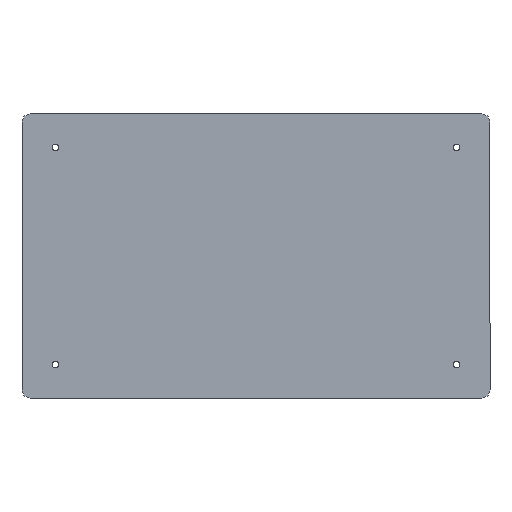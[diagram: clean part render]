
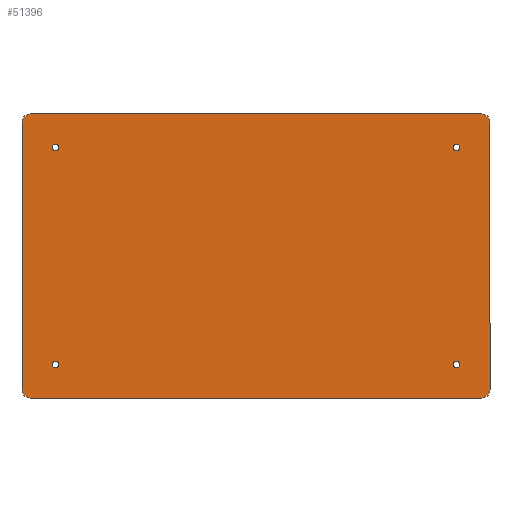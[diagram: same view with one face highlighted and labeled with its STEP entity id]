
A CAD part, front view. The second image highlights one B-rep face of the part: STEP entity #51396.
In plain terms, the highlighted planar face has unit normal (0, -1, 0).
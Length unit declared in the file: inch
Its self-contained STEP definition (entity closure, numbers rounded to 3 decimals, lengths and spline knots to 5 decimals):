
#165 = CARTESIAN_POINT ( 'NONE',  ( 6.5, 0., -12.1985 ) ) ;
#651 = VERTEX_POINT ( 'NONE', #30140 ) ;
#1375 = CARTESIAN_POINT ( 'NONE',  ( -8.5, 0., 14. ) ) ;
#1740 = FACE_BOUND ( 'NONE', #20730, .T. ) ;
#1900 = ORIENTED_EDGE ( 'NONE', *, *, #12447, .T. ) ;
#1970 = VERTEX_POINT ( 'NONE', #30406 ) ;
#2490 = EDGE_LOOP ( 'NONE', ( #20294, #19911 ) ) ;
#2530 = CARTESIAN_POINT ( 'NONE',  ( -8.5, 0., -14. ) ) ;
#2640 = DIRECTION ( 'NONE',  ( 0., 0., 1. ) ) ;
#2941 = AXIS2_PLACEMENT_3D ( 'NONE', #8532, #5351, #12196 ) ;
#3069 = AXIS2_PLACEMENT_3D ( 'NONE', #14461, #6611, #10529 ) ;
#3562 = CARTESIAN_POINT ( 'NONE',  ( -6.5, 0., 12. ) ) ;
#3868 = EDGE_LOOP ( 'NONE', ( #11906, #14662 ) ) ;
#3887 = DIRECTION ( 'NONE',  ( 0., 0., 1. ) ) ;
#4081 = DIRECTION ( 'NONE',  ( 0., -1., 0. ) ) ;
#4770 = EDGE_CURVE ( 'NONE', #47429, #19401, #11661, .T. ) ;
#5351 = DIRECTION ( 'NONE',  ( 0., 1., 0. ) ) ;
#5392 = DIRECTION ( 'NONE',  ( 0., 0., -1. ) ) ;
#5408 = CARTESIAN_POINT ( 'NONE',  ( 0., 0., 0. ) ) ;
#5428 = CIRCLE ( 'NONE', #43899, 0.5 ) ;
#6188 = PLANE ( 'NONE',  #41650 ) ;
#6355 = CIRCLE ( 'NONE', #11361, 0.1985 ) ;
#6594 = DIRECTION ( 'NONE',  ( 0., 1., 0. ) ) ;
#6611 = DIRECTION ( 'NONE',  ( 0., 1., 0. ) ) ;
#6857 = CIRCLE ( 'NONE', #36100, 0.1985 ) ;
#7243 = DIRECTION ( 'NONE',  ( 0., 0., 1. ) ) ;
#7449 = AXIS2_PLACEMENT_3D ( 'NONE', #8347, #36328, #36578 ) ;
#7574 = EDGE_CURVE ( 'NONE', #44767, #23668, #24970, .T. ) ;
#8347 = CARTESIAN_POINT ( 'NONE',  ( -8., 0., 13.5 ) ) ;
#8497 = AXIS2_PLACEMENT_3D ( 'NONE', #29612, #6594, #2640 ) ;
#8532 = CARTESIAN_POINT ( 'NONE',  ( -6.5, 0., 12. ) ) ;
#8657 = EDGE_CURVE ( 'NONE', #34000, #11764, #9892, .T. ) ;
#8743 = ORIENTED_EDGE ( 'NONE', *, *, #24245, .T. ) ;
#8888 = VERTEX_POINT ( 'NONE', #165 ) ;
#9070 = AXIS2_PLACEMENT_3D ( 'NONE', #27063, #42765, #10570 ) ;
#9839 = CARTESIAN_POINT ( 'NONE',  ( -8.5, 0., 14. ) ) ;
#9868 = FACE_BOUND ( 'NONE', #3868, .T. ) ;
#9892 = LINE ( 'NONE', #2530, #22892 ) ;
#10529 = DIRECTION ( 'NONE',  ( 0., 0., 1. ) ) ;
#10570 = DIRECTION ( 'NONE',  ( 0., 0., 1. ) ) ;
#11361 = AXIS2_PLACEMENT_3D ( 'NONE', #3562, #38363, #7243 ) ;
#11661 = CIRCLE ( 'NONE', #34220, 0.1985 ) ;
#11665 = DIRECTION ( 'NONE',  ( 0., 0., -1. ) ) ;
#11764 = VERTEX_POINT ( 'NONE', #19238 ) ;
#11859 = VECTOR ( 'NONE', #36269, 39.37008 ) ;
#11906 = ORIENTED_EDGE ( 'NONE', *, *, #49063, .T. ) ;
#11921 = VECTOR ( 'NONE', #33322, 39.37008 ) ;
#12196 = DIRECTION ( 'NONE',  ( 0., 0., 1. ) ) ;
#12447 = EDGE_CURVE ( 'NONE', #49197, #36600, #25529, .T. ) ;
#14461 = CARTESIAN_POINT ( 'NONE',  ( 6.5, 0., 12. ) ) ;
#14662 = ORIENTED_EDGE ( 'NONE', *, *, #46945, .T. ) ;
#15346 = VERTEX_POINT ( 'NONE', #35656 ) ;
#15746 = DIRECTION ( 'NONE',  ( 0., 0., 1. ) ) ;
#16654 = DIRECTION ( 'NONE',  ( 0., 0., -1. ) ) ;
#16928 = LINE ( 'NONE', #28159, #11859 ) ;
#16997 = ORIENTED_EDGE ( 'NONE', *, *, #21008, .T. ) ;
#17332 = EDGE_CURVE ( 'NONE', #1970, #8888, #21052, .T. ) ;
#17624 = VECTOR ( 'NONE', #37564, 39.37008 ) ;
#18168 = EDGE_LOOP ( 'NONE', ( #38277, #27865, #31411, #36090, #31018, #34242, #28350, #16997 ) ) ;
#19238 = CARTESIAN_POINT ( 'NONE',  ( -8., 0., -14. ) ) ;
#19401 = VERTEX_POINT ( 'NONE', #33412 ) ;
#19629 = CIRCLE ( 'NONE', #48845, 0.5 ) ;
#19911 = ORIENTED_EDGE ( 'NONE', *, *, #37845, .T. ) ;
#20294 = ORIENTED_EDGE ( 'NONE', *, *, #17332, .T. ) ;
#20730 = EDGE_LOOP ( 'NONE', ( #32448, #1900 ) ) ;
#20935 = EDGE_CURVE ( 'NONE', #36600, #49197, #6355, .T. ) ;
#21008 = EDGE_CURVE ( 'NONE', #651, #11764, #45618, .T. ) ;
#21052 = CIRCLE ( 'NONE', #8497, 0.1985 ) ;
#21406 = DIRECTION ( 'NONE',  ( 0., 0., -1. ) ) ;
#21634 = LINE ( 'NONE', #9839, #17624 ) ;
#21666 = FACE_BOUND ( 'NONE', #2490, .T. ) ;
#21919 = DIRECTION ( 'NONE',  ( 0., -1., 0. ) ) ;
#22163 = CARTESIAN_POINT ( 'NONE',  ( 8., 0., -13.5 ) ) ;
#22277 = DIRECTION ( 'NONE',  ( 0., 1., 0. ) ) ;
#22368 = CARTESIAN_POINT ( 'NONE',  ( -6.5, 0., -11.8015 ) ) ;
#22892 = VECTOR ( 'NONE', #30800, 39.37008 ) ;
#23085 = AXIS2_PLACEMENT_3D ( 'NONE', #24758, #4081, #16654 ) ;
#23606 = DIRECTION ( 'NONE',  ( 0., 1., 0. ) ) ;
#23668 = VERTEX_POINT ( 'NONE', #45251 ) ;
#23807 = DIRECTION ( 'NONE',  ( 0., 1., 0. ) ) ;
#24245 = EDGE_CURVE ( 'NONE', #19401, #47429, #39995, .T. ) ;
#24341 = CARTESIAN_POINT ( 'NONE',  ( -8., 0., 14. ) ) ;
#24758 = CARTESIAN_POINT ( 'NONE',  ( -8., 0., -13.5 ) ) ;
#24970 = LINE ( 'NONE', #1375, #11921 ) ;
#25096 = CARTESIAN_POINT ( 'NONE',  ( -6.5, 0., 12.1985 ) ) ;
#25529 = CIRCLE ( 'NONE', #2941, 0.1985 ) ;
#26181 = CARTESIAN_POINT ( 'NONE',  ( 6.5, 0., -12. ) ) ;
#26611 = EDGE_CURVE ( 'NONE', #44767, #45874, #26668, .T. ) ;
#26668 = CIRCLE ( 'NONE', #7449, 0.5 ) ;
#26855 = CARTESIAN_POINT ( 'NONE',  ( 8., 0., 13.5 ) ) ;
#27056 = VERTEX_POINT ( 'NONE', #30935 ) ;
#27063 = CARTESIAN_POINT ( 'NONE',  ( -6.5, 0., -12. ) ) ;
#27335 = CIRCLE ( 'NONE', #3069, 0.1985 ) ;
#27386 = DIRECTION ( 'NONE',  ( 0., -1., 0. ) ) ;
#27865 = ORIENTED_EDGE ( 'NONE', *, *, #40773, .T. ) ;
#28159 = CARTESIAN_POINT ( 'NONE',  ( 8.5, 0., 14. ) ) ;
#28350 = ORIENTED_EDGE ( 'NONE', *, *, #34027, .F. ) ;
#29467 = FACE_OUTER_BOUND ( 'NONE', #18168, .T. ) ;
#29612 = CARTESIAN_POINT ( 'NONE',  ( 6.5, 0., -12. ) ) ;
#30140 = CARTESIAN_POINT ( 'NONE',  ( -8.5, 0., -13.5 ) ) ;
#30406 = CARTESIAN_POINT ( 'NONE',  ( 6.5, 0., -11.8015 ) ) ;
#30800 = DIRECTION ( 'NONE',  ( -1., 0., 0. ) ) ;
#30935 = CARTESIAN_POINT ( 'NONE',  ( 8.5, 0., 13.5 ) ) ;
#31018 = ORIENTED_EDGE ( 'NONE', *, *, #7574, .F. ) ;
#31411 = ORIENTED_EDGE ( 'NONE', *, *, #36661, .F. ) ;
#32448 = ORIENTED_EDGE ( 'NONE', *, *, #20935, .T. ) ;
#33166 = FACE_BOUND ( 'NONE', #42283, .T. ) ;
#33322 = DIRECTION ( 'NONE',  ( 1., 0., 0. ) ) ;
#33412 = CARTESIAN_POINT ( 'NONE',  ( -6.5, 0., -12.1985 ) ) ;
#33792 = VERTEX_POINT ( 'NONE', #34233 ) ;
#34000 = VERTEX_POINT ( 'NONE', #45158 ) ;
#34027 = EDGE_CURVE ( 'NONE', #651, #45874, #21634, .T. ) ;
#34220 = AXIS2_PLACEMENT_3D ( 'NONE', #43670, #23807, #3887 ) ;
#34233 = CARTESIAN_POINT ( 'NONE',  ( 8.5, 0., -13.5 ) ) ;
#34242 = ORIENTED_EDGE ( 'NONE', *, *, #26611, .T. ) ;
#34296 = DIRECTION ( 'NONE',  ( 0., 0., 1. ) ) ;
#34836 = CARTESIAN_POINT ( 'NONE',  ( 6.5, 0., 12. ) ) ;
#35656 = CARTESIAN_POINT ( 'NONE',  ( 6.5, 0., 11.8015 ) ) ;
#36090 = ORIENTED_EDGE ( 'NONE', *, *, #40846, .T. ) ;
#36100 = AXIS2_PLACEMENT_3D ( 'NONE', #26181, #22277, #34296 ) ;
#36269 = DIRECTION ( 'NONE',  ( 0., 0., -1. ) ) ;
#36285 = CIRCLE ( 'NONE', #37964, 0.1985 ) ;
#36328 = DIRECTION ( 'NONE',  ( 0., -1., 0. ) ) ;
#36578 = DIRECTION ( 'NONE',  ( 0., 0., -1. ) ) ;
#36600 = VERTEX_POINT ( 'NONE', #25096 ) ;
#36661 = EDGE_CURVE ( 'NONE', #27056, #33792, #16928, .T. ) ;
#37564 = DIRECTION ( 'NONE',  ( 0., 0., 1. ) ) ;
#37845 = EDGE_CURVE ( 'NONE', #8888, #1970, #6857, .T. ) ;
#37964 = AXIS2_PLACEMENT_3D ( 'NONE', #34836, #23606, #15746 ) ;
#38096 = DIRECTION ( 'NONE',  ( 0., -1., 0. ) ) ;
#38277 = ORIENTED_EDGE ( 'NONE', *, *, #8657, .F. ) ;
#38363 = DIRECTION ( 'NONE',  ( 0., 1., 0. ) ) ;
#39818 = CARTESIAN_POINT ( 'NONE',  ( -6.5, 0., 11.8015 ) ) ;
#39995 = CIRCLE ( 'NONE', #9070, 0.1985 ) ;
#40773 = EDGE_CURVE ( 'NONE', #34000, #33792, #19629, .T. ) ;
#40846 = EDGE_CURVE ( 'NONE', #27056, #23668, #5428, .T. ) ;
#41487 = ORIENTED_EDGE ( 'NONE', *, *, #4770, .T. ) ;
#41650 = AXIS2_PLACEMENT_3D ( 'NONE', #5408, #21919, #21406 ) ;
#42283 = EDGE_LOOP ( 'NONE', ( #41487, #8743 ) ) ;
#42765 = DIRECTION ( 'NONE',  ( 0., 1., 0. ) ) ;
#43670 = CARTESIAN_POINT ( 'NONE',  ( -6.5, 0., -12. ) ) ;
#43899 = AXIS2_PLACEMENT_3D ( 'NONE', #26855, #27386, #11665 ) ;
#44767 = VERTEX_POINT ( 'NONE', #24341 ) ;
#45158 = CARTESIAN_POINT ( 'NONE',  ( 8., 0., -14. ) ) ;
#45171 = CARTESIAN_POINT ( 'NONE',  ( -8.5, 0., 13.5 ) ) ;
#45251 = CARTESIAN_POINT ( 'NONE',  ( 8., 0., 14. ) ) ;
#45618 = CIRCLE ( 'NONE', #23085, 0.5 ) ;
#45874 = VERTEX_POINT ( 'NONE', #45171 ) ;
#46945 = EDGE_CURVE ( 'NONE', #15346, #48711, #36285, .T. ) ;
#47429 = VERTEX_POINT ( 'NONE', #22368 ) ;
#48104 = CARTESIAN_POINT ( 'NONE',  ( 6.5, 0., 12.1985 ) ) ;
#48711 = VERTEX_POINT ( 'NONE', #48104 ) ;
#48845 = AXIS2_PLACEMENT_3D ( 'NONE', #22163, #38096, #5392 ) ;
#49063 = EDGE_CURVE ( 'NONE', #48711, #15346, #27335, .T. ) ;
#49197 = VERTEX_POINT ( 'NONE', #39818 ) ;
#51396 = ADVANCED_FACE ( 'NONE', ( #33166, #9868, #21666, #1740, #29467 ), #6188, .T. ) ;
